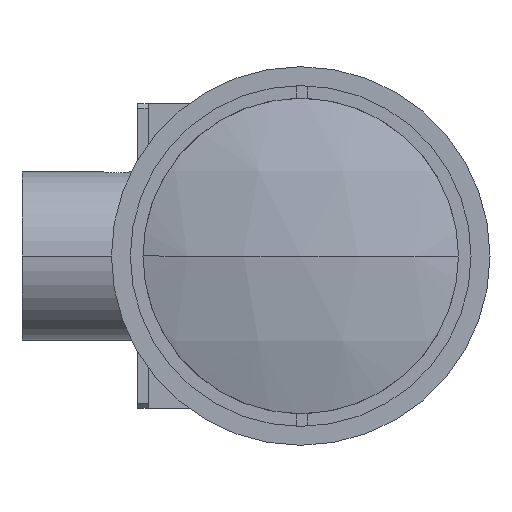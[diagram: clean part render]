
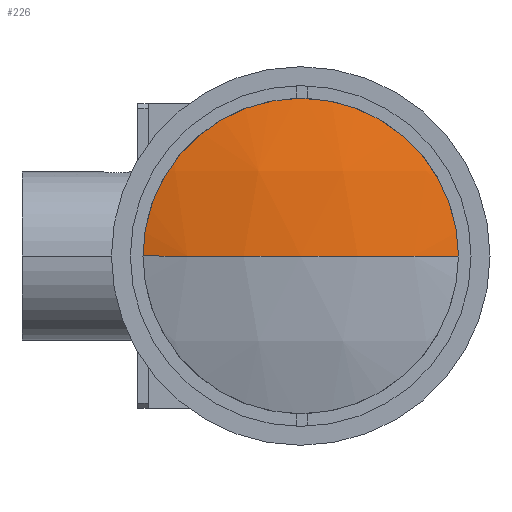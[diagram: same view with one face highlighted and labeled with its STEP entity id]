
A CAD part, left-side view. The second image highlights one B-rep face of the part: STEP entity #226.
In plain terms, the highlighted spherical face has radius 49.918 mm.
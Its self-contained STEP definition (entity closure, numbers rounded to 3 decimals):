
#28 = CIRCLE ( 'NONE', #692, 49.918 ) ;
#38 = AXIS2_PLACEMENT_3D ( 'NONE', #3463, #1654, #3761 ) ;
#42 = DIRECTION ( 'NONE',  ( -1., 0., 0. ) ) ;
#51 = EDGE_CURVE ( 'NONE', #3207, #3072, #1550, .T. ) ;
#226 = ADVANCED_FACE ( 'NONE', ( #3307 ), #2492, .T. ) ;
#692 = AXIS2_PLACEMENT_3D ( 'NONE', #3669, #1873, #42 ) ;
#761 = EDGE_LOOP ( 'NONE', ( #1278, #2767, #2693 ) ) ;
#770 = CARTESIAN_POINT ( 'NONE',  ( 52.603, 0., 0. ) ) ;
#992 = VERTEX_POINT ( 'NONE', #2005 ) ;
#1278 = ORIENTED_EDGE ( 'NONE', *, *, #1658, .T. ) ;
#1299 = CARTESIAN_POINT ( 'NONE',  ( 52.603, 0., 0. ) ) ;
#1300 = AXIS2_PLACEMENT_3D ( 'NONE', #770, #1977, #1732 ) ;
#1550 = CIRCLE ( 'NONE', #2183, 49.918 ) ;
#1654 = DIRECTION ( 'NONE',  ( -1., 0., 0. ) ) ;
#1658 = EDGE_CURVE ( 'NONE', #992, #3207, #3700, .T. ) ;
#1689 = CARTESIAN_POINT ( 'NONE',  ( 2.685, 0., 0. ) ) ;
#1732 = DIRECTION ( 'NONE',  ( 0., -1., 0. ) ) ;
#1873 = DIRECTION ( 'NONE',  ( 0., 0., -1. ) ) ;
#1977 = DIRECTION ( 'NONE',  ( 0., 0., 1. ) ) ;
#2005 = CARTESIAN_POINT ( 'NONE',  ( 5.319, -16., 0. ) ) ;
#2183 = AXIS2_PLACEMENT_3D ( 'NONE', #1299, #2839, #2738 ) ;
#2492 = SPHERICAL_SURFACE ( 'NONE', #1300, 49.918 ) ;
#2693 = ORIENTED_EDGE ( 'NONE', *, *, #3487, .F. ) ;
#2738 = DIRECTION ( 'NONE',  ( 0., -1., 0. ) ) ;
#2767 = ORIENTED_EDGE ( 'NONE', *, *, #51, .T. ) ;
#2839 = DIRECTION ( 'NONE',  ( 0., 0., 1. ) ) ;
#2937 = CARTESIAN_POINT ( 'NONE',  ( 5.319, 16., 0. ) ) ;
#3072 = VERTEX_POINT ( 'NONE', #1689 ) ;
#3207 = VERTEX_POINT ( 'NONE', #2937 ) ;
#3307 = FACE_OUTER_BOUND ( 'NONE', #761, .T. ) ;
#3463 = CARTESIAN_POINT ( 'NONE',  ( 5.319, 0., 0. ) ) ;
#3487 = EDGE_CURVE ( 'NONE', #992, #3072, #28, .T. ) ;
#3669 = CARTESIAN_POINT ( 'NONE',  ( 52.603, 0., 0. ) ) ;
#3700 = CIRCLE ( 'NONE', #38, 16. ) ;
#3761 = DIRECTION ( 'NONE',  ( 0., 0., 1. ) ) ;
